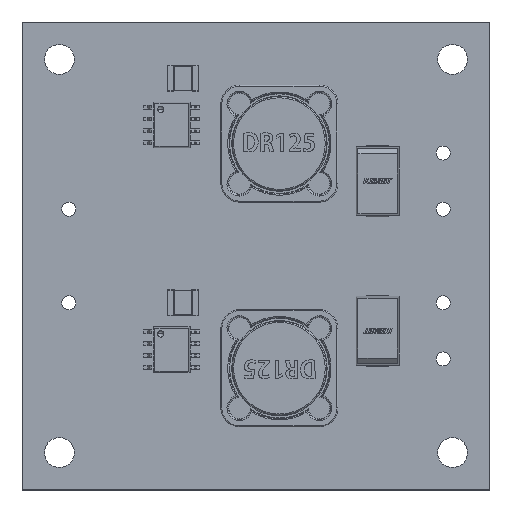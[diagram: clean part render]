
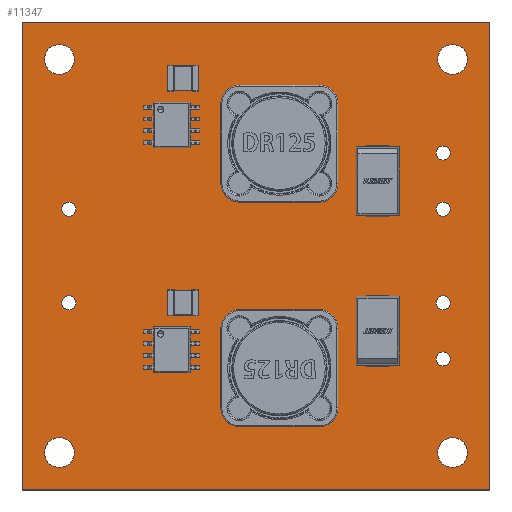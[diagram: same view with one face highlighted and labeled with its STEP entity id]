
A CAD part, top view. The second image highlights one B-rep face of the part: STEP entity #11347.
In plain terms, the highlighted planar face has unit normal (0, 0, 1).
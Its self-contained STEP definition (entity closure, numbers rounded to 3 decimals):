
#3437=CIRCLE($,#8988,1.6);
#3438=CIRCLE($,#8989,1.6);
#3441=CIRCLE($,#8994,1.6);
#3442=CIRCLE($,#8995,1.6);
#3445=CIRCLE($,#9000,1.6);
#3446=CIRCLE($,#9001,1.6);
#3449=CIRCLE($,#9006,1.6);
#3450=CIRCLE($,#9007,1.6);
#3453=CIRCLE($,#9012,0.75);
#3454=CIRCLE($,#9013,0.75);
#3457=CIRCLE($,#9018,0.75);
#3458=CIRCLE($,#9019,0.75);
#3461=CIRCLE($,#9024,0.75);
#3462=CIRCLE($,#9025,0.75);
#3465=CIRCLE($,#9030,0.75);
#3466=CIRCLE($,#9031,0.75);
#3469=CIRCLE($,#9036,0.75);
#3470=CIRCLE($,#9037,0.75);
#3473=CIRCLE($,#9042,0.75);
#3474=CIRCLE($,#9043,0.75);
#6791=FACE_OUTER_BOUND($,#7878,.F.);
#6797=FACE_OUTER_BOUND($,#7884,.T.);
#6801=FACE_OUTER_BOUND($,#7888,.T.);
#6805=FACE_OUTER_BOUND($,#7892,.T.);
#6809=FACE_OUTER_BOUND($,#7896,.T.);
#6813=FACE_OUTER_BOUND($,#7900,.T.);
#6817=FACE_OUTER_BOUND($,#7904,.T.);
#6821=FACE_OUTER_BOUND($,#7908,.T.);
#6825=FACE_OUTER_BOUND($,#7912,.T.);
#6829=FACE_OUTER_BOUND($,#7916,.T.);
#6833=FACE_OUTER_BOUND($,#7920,.T.);
#7878=EDGE_LOOP($,(#12414,#12415,#12416,#12417));
#7884=EDGE_LOOP($,(#12438,#12439));
#7888=EDGE_LOOP($,(#12450,#12451));
#7892=EDGE_LOOP($,(#12462,#12463));
#7896=EDGE_LOOP($,(#12474,#12475));
#7900=EDGE_LOOP($,(#12486,#12487));
#7904=EDGE_LOOP($,(#12498,#12499));
#7908=EDGE_LOOP($,(#12510,#12511));
#7912=EDGE_LOOP($,(#12522,#12523));
#7916=EDGE_LOOP($,(#12534,#12535));
#7920=EDGE_LOOP($,(#12546,#12547));
#8982=AXIS2_PLACEMENT_3D($,#32763,#27494,$);
#8988=AXIS2_PLACEMENT_3D($,#32775,#27494,$);
#8989=AXIS2_PLACEMENT_3D($,#32776,#27494,$);
#8994=AXIS2_PLACEMENT_3D($,#32787,#27494,$);
#8995=AXIS2_PLACEMENT_3D($,#32788,#27494,$);
#9000=AXIS2_PLACEMENT_3D($,#32799,#27494,$);
#9001=AXIS2_PLACEMENT_3D($,#32800,#27494,$);
#9006=AXIS2_PLACEMENT_3D($,#32811,#27494,$);
#9007=AXIS2_PLACEMENT_3D($,#32812,#27494,$);
#9012=AXIS2_PLACEMENT_3D($,#32823,#27494,$);
#9013=AXIS2_PLACEMENT_3D($,#32824,#27494,$);
#9018=AXIS2_PLACEMENT_3D($,#32835,#27494,$);
#9019=AXIS2_PLACEMENT_3D($,#32836,#27494,$);
#9024=AXIS2_PLACEMENT_3D($,#32847,#27494,$);
#9025=AXIS2_PLACEMENT_3D($,#32848,#27494,$);
#9030=AXIS2_PLACEMENT_3D($,#32859,#27494,$);
#9031=AXIS2_PLACEMENT_3D($,#32860,#27494,$);
#9036=AXIS2_PLACEMENT_3D($,#32871,#27494,$);
#9037=AXIS2_PLACEMENT_3D($,#32872,#27494,$);
#9042=AXIS2_PLACEMENT_3D($,#32883,#27494,$);
#9043=AXIS2_PLACEMENT_3D($,#32884,#27494,$);
#10585=PLANE($,#8982);
#11347=ADVANCED_FACE($,(#6791,#6797,#6801,#6805,#6809,#6813,#6817,#6821,
#6825,#6829,#6833),#10585,.T.);
#12414=ORIENTED_EDGE($,*,*,#18060,.T.);
#12415=ORIENTED_EDGE($,*,*,#18061,.T.);
#12416=ORIENTED_EDGE($,*,*,#18062,.T.);
#12417=ORIENTED_EDGE($,*,*,#18063,.T.);
#12438=ORIENTED_EDGE($,*,*,#18073,.T.);
#12439=ORIENTED_EDGE($,*,*,#18074,.T.);
#12450=ORIENTED_EDGE($,*,*,#18080,.T.);
#12451=ORIENTED_EDGE($,*,*,#18081,.T.);
#12462=ORIENTED_EDGE($,*,*,#18087,.T.);
#12463=ORIENTED_EDGE($,*,*,#18088,.T.);
#12474=ORIENTED_EDGE($,*,*,#18094,.T.);
#12475=ORIENTED_EDGE($,*,*,#18095,.T.);
#12486=ORIENTED_EDGE($,*,*,#18101,.T.);
#12487=ORIENTED_EDGE($,*,*,#18102,.T.);
#12498=ORIENTED_EDGE($,*,*,#18108,.T.);
#12499=ORIENTED_EDGE($,*,*,#18109,.T.);
#12510=ORIENTED_EDGE($,*,*,#18115,.T.);
#12511=ORIENTED_EDGE($,*,*,#18116,.T.);
#12522=ORIENTED_EDGE($,*,*,#18122,.T.);
#12523=ORIENTED_EDGE($,*,*,#18123,.T.);
#12534=ORIENTED_EDGE($,*,*,#18129,.T.);
#12535=ORIENTED_EDGE($,*,*,#18130,.T.);
#12546=ORIENTED_EDGE($,*,*,#18136,.T.);
#12547=ORIENTED_EDGE($,*,*,#18137,.T.);
#18060=EDGE_CURVE($,#25454,#25455,#23174,.T.);
#18061=EDGE_CURVE($,#25455,#25456,#23175,.T.);
#18062=EDGE_CURVE($,#25456,#25457,#23176,.T.);
#18063=EDGE_CURVE($,#25457,#25454,#23177,.T.);
#18073=EDGE_CURVE($,#25464,#25465,#3437,.F.);
#18074=EDGE_CURVE($,#25465,#25464,#3438,.F.);
#18080=EDGE_CURVE($,#25470,#25471,#3441,.F.);
#18081=EDGE_CURVE($,#25471,#25470,#3442,.F.);
#18087=EDGE_CURVE($,#25476,#25477,#3445,.F.);
#18088=EDGE_CURVE($,#25477,#25476,#3446,.F.);
#18094=EDGE_CURVE($,#25482,#25483,#3449,.F.);
#18095=EDGE_CURVE($,#25483,#25482,#3450,.F.);
#18101=EDGE_CURVE($,#25488,#25489,#3453,.F.);
#18102=EDGE_CURVE($,#25489,#25488,#3454,.F.);
#18108=EDGE_CURVE($,#25494,#25495,#3457,.F.);
#18109=EDGE_CURVE($,#25495,#25494,#3458,.F.);
#18115=EDGE_CURVE($,#25500,#25501,#3461,.F.);
#18116=EDGE_CURVE($,#25501,#25500,#3462,.F.);
#18122=EDGE_CURVE($,#25506,#25507,#3465,.F.);
#18123=EDGE_CURVE($,#25507,#25506,#3466,.F.);
#18129=EDGE_CURVE($,#25512,#25513,#3469,.F.);
#18130=EDGE_CURVE($,#25513,#25512,#3470,.F.);
#18136=EDGE_CURVE($,#25518,#25519,#3473,.F.);
#18137=EDGE_CURVE($,#25519,#25518,#3474,.F.);
#20894=VECTOR($,#27497,50.);
#20895=VECTOR($,#27498,50.);
#20896=VECTOR($,#27499,50.);
#20897=VECTOR($,#27500,50.);
#23174=LINE($,#32762,#20894);
#23175=LINE($,#32763,#20895);
#23176=LINE($,#32764,#20896);
#23177=LINE($,#32765,#20897);
#25454=VERTEX_POINT($,#32762);
#25455=VERTEX_POINT($,#32763);
#25456=VERTEX_POINT($,#32764);
#25457=VERTEX_POINT($,#32765);
#25464=VERTEX_POINT($,#32772);
#25465=VERTEX_POINT($,#32773);
#25470=VERTEX_POINT($,#32784);
#25471=VERTEX_POINT($,#32785);
#25476=VERTEX_POINT($,#32796);
#25477=VERTEX_POINT($,#32797);
#25482=VERTEX_POINT($,#32808);
#25483=VERTEX_POINT($,#32809);
#25488=VERTEX_POINT($,#32820);
#25489=VERTEX_POINT($,#32821);
#25494=VERTEX_POINT($,#32832);
#25495=VERTEX_POINT($,#32833);
#25500=VERTEX_POINT($,#32844);
#25501=VERTEX_POINT($,#32845);
#25506=VERTEX_POINT($,#32856);
#25507=VERTEX_POINT($,#32857);
#25512=VERTEX_POINT($,#32868);
#25513=VERTEX_POINT($,#32869);
#25518=VERTEX_POINT($,#32880);
#25519=VERTEX_POINT($,#32881);
#27494=DIRECTION($,(0.,0.,1.));
#27497=DIRECTION($,(0.,-1.,0.));
#27498=DIRECTION($,(-1.,0.,0.));
#27499=DIRECTION($,(0.,1.,0.));
#27500=DIRECTION($,(1.,0.,0.));
#32762=CARTESIAN_POINT('',(50.,50.,0.));
#32763=CARTESIAN_POINT('',(50.,0.,0.));
#32764=CARTESIAN_POINT('',(0.,0.,0.));
#32765=CARTESIAN_POINT('',(0.,50.,0.));
#32772=CARTESIAN_POINT('',(5.6,4.,0.));
#32773=CARTESIAN_POINT('',(2.4,4.,0.));
#32775=CARTESIAN_POINT('',(4.,4.,0.));
#32776=CARTESIAN_POINT('',(4.,4.,0.));
#32784=CARTESIAN_POINT('',(47.6,4.,0.));
#32785=CARTESIAN_POINT('',(44.4,4.,0.));
#32787=CARTESIAN_POINT('',(46.,4.,0.));
#32788=CARTESIAN_POINT('',(46.,4.,0.));
#32796=CARTESIAN_POINT('',(47.6,46.,0.));
#32797=CARTESIAN_POINT('',(44.4,46.,0.));
#32799=CARTESIAN_POINT('',(46.,46.,0.));
#32800=CARTESIAN_POINT('',(46.,46.,0.));
#32808=CARTESIAN_POINT('',(5.6,46.,0.));
#32809=CARTESIAN_POINT('',(2.4,46.,0.));
#32811=CARTESIAN_POINT('',(4.,46.,0.));
#32812=CARTESIAN_POINT('',(4.,46.,0.));
#32820=CARTESIAN_POINT('',(45.75,14.,0.));
#32821=CARTESIAN_POINT('',(44.25,14.,0.));
#32823=CARTESIAN_POINT('',(45.,14.,0.));
#32824=CARTESIAN_POINT('',(45.,14.,0.));
#32832=CARTESIAN_POINT('',(45.75,20.,0.));
#32833=CARTESIAN_POINT('',(44.25,20.,0.));
#32835=CARTESIAN_POINT('',(45.,20.,0.));
#32836=CARTESIAN_POINT('',(45.,20.,0.));
#32844=CARTESIAN_POINT('',(45.75,30.,0.));
#32845=CARTESIAN_POINT('',(44.25,30.,0.));
#32847=CARTESIAN_POINT('',(45.,30.,0.));
#32848=CARTESIAN_POINT('',(45.,30.,0.));
#32856=CARTESIAN_POINT('',(45.75,36.,0.));
#32857=CARTESIAN_POINT('',(44.25,36.,0.));
#32859=CARTESIAN_POINT('',(45.,36.,0.));
#32860=CARTESIAN_POINT('',(45.,36.,0.));
#32868=CARTESIAN_POINT('',(5.75,20.,0.));
#32869=CARTESIAN_POINT('',(4.25,20.,0.));
#32871=CARTESIAN_POINT('',(5.,20.,0.));
#32872=CARTESIAN_POINT('',(5.,20.,0.));
#32880=CARTESIAN_POINT('',(5.75,30.,0.));
#32881=CARTESIAN_POINT('',(4.25,30.,0.));
#32883=CARTESIAN_POINT('',(5.,30.,0.));
#32884=CARTESIAN_POINT('',(5.,30.,0.));
